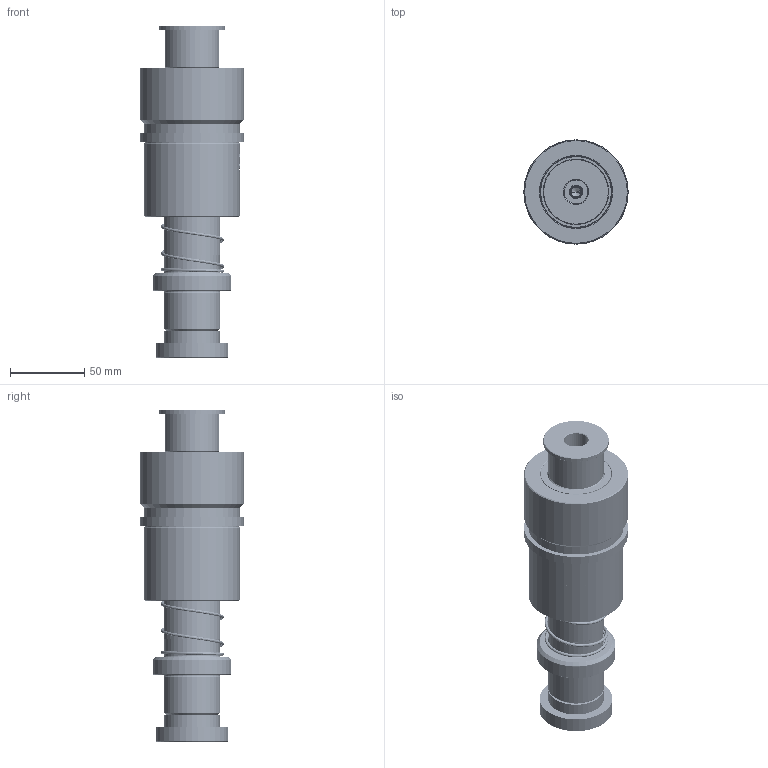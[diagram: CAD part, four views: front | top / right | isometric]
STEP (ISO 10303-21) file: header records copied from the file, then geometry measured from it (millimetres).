
FILE_DESCRIPTION (( 'STEP AP214' ), '1' );
FILE_NAME ('KTSH KTJH-D38-L150(BL100).STEP', '2021-09-09T09:11:51', ( '' ), ( '' ), 'SwSTEP 2.0', 'SolidWorks 2016', '' );
FILE_SCHEMA (( 'AUTOMOTIVE_DESIGN' ));
Length unit declared in the file: millimetre
Products named in the file (297): BALL-D5; TRPK蹟簽D38; TRPK-D38-L150; HWP-D42.5-d38.5-L80; TRB38-50-50; KTSH KTJH-D38-L150(BL100); BSH-D47.5-38.5-L90郪蚾; GTK-D44-d37; BSH-47.5-38.5-L90
Assembly tree (290 placements, depth 3):
  BALL-D5
  BALL-D5
  BALL-D5
  BALL-D5
  BALL-D5
Bounding box: 70 x 70 x 223 mm (x, y, z)
Volume: 475717.5 mm3; surface area: 153105.2 mm2
Topology: 286 solids, 286 shells, 1292 faces, 5497 edges, 3646 vertices
Faces by surface type: sphere 1120, cylinder 58, cone 52, plane 32, torus 16, bspline 14
Entity records: 60165 total; most frequent: CARTESIAN_POINT 35910, ORIENTED_EDGE 4256, DIRECTION 3694, EDGE_CURVE 2128, AXIS2_PLACEMENT_3D 1772, VERTEX_POINT 1394, EDGE_LOOP 1288, B_SPLINE_CURVE_WITH_KNOTS 1225
